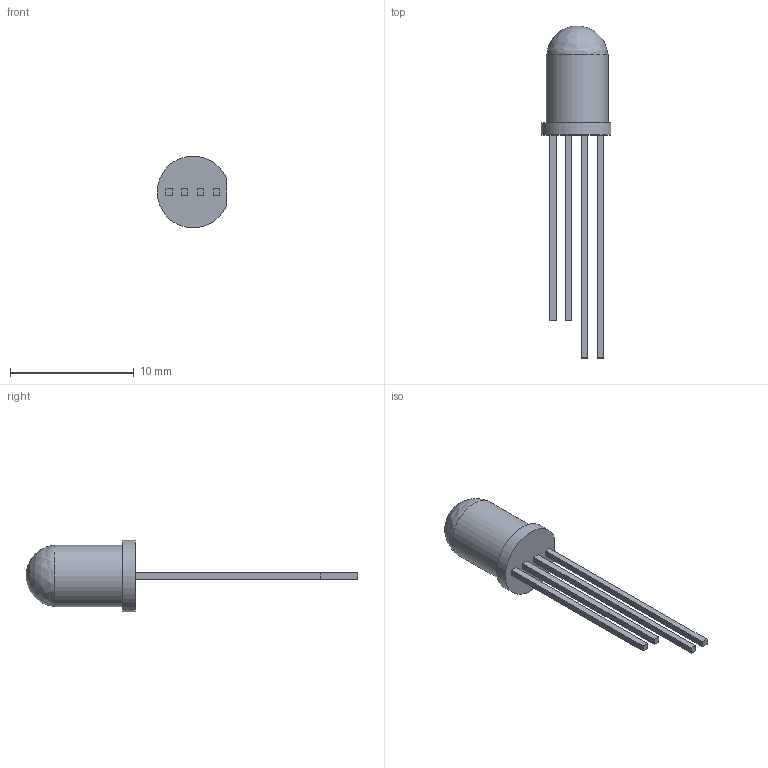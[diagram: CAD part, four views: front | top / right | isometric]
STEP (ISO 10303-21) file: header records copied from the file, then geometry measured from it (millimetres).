
FILE_DESCRIPTION(/* description */ (''),/* implementation_level */ '2;1');
FILE_NAME(/* name */ 'PL9823_5MM.step',/* time_stamp */ '2019-12-18T18:26:39+00:00',/* author */ (''),/* organization */ (''),/* preprocessor_version */ 'ST-DEVELOPER v18',/* originating_system */ 'Autodesk Translation Framework v8.12.0.6',/* authorisation */ '');
FILE_SCHEMA (('AUTOMOTIVE_DESIGN { 1 0 10303 214 3 1 1 }'));
Length unit declared in the file: millimetre
Products named in the file (2): (Unsaved); Component3
Assembly tree (1 placements, depth 2):
  (Unsaved)
    Component3
Bounding box: 5.6 x 26.8 x 5.8 mm (x, y, z)
Volume: 215.9 mm3; surface area: 408.5 mm2
Topology: 7 solids, 7 shells, 33 faces, 63 edges, 43 vertices
Faces by surface type: plane 30, cylinder 2, bspline 1
Full cylindrical faces by diameter (mm): 5 x1
Entity records: 930 total; most frequent: CARTESIAN_POINT 203, DIRECTION 141, ORIENTED_EDGE 124, EDGE_CURVE 62, LINE 53, VECTOR 53, AXIS2_PLACEMENT_3D 44, VERTEX_POINT 43
